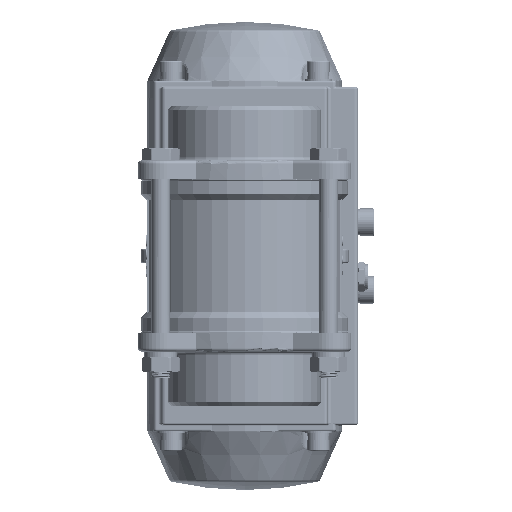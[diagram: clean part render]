
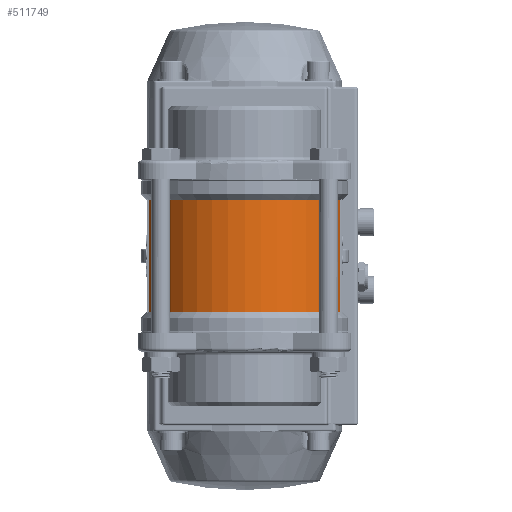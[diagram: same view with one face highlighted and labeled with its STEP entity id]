
A CAD part, front view. The second image highlights one B-rep face of the part: STEP entity #511749.
In plain terms, the highlighted cylindrical face has radius 56.2 mm (diameter 112.4 mm), a partial arc.
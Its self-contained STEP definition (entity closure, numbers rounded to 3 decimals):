
#15294 = CARTESIAN_POINT ( 'NONE',  ( 0., 0., -32.05 ) ) ;
#21411 = AXIS2_PLACEMENT_3D ( 'NONE', #419950, #158426, #463833 ) ;
#27329 = VERTEX_POINT ( 'NONE', #191090 ) ;
#35872 = LINE ( 'NONE', #84862, #370600 ) ;
#37438 = CIRCLE ( 'NONE', #62684, 56.2 ) ;
#42898 = FACE_OUTER_BOUND ( 'NONE', #250649, .T. ) ;
#43740 = VERTEX_POINT ( 'NONE', #202216 ) ;
#59143 = DIRECTION ( 'NONE',  ( -1., 0., 0. ) ) ;
#60917 = DIRECTION ( 'NONE',  ( 0., 0., -1. ) ) ;
#62684 = AXIS2_PLACEMENT_3D ( 'NONE', #15294, #320631, #59143 ) ;
#68327 = ORIENTED_EDGE ( 'NONE', *, *, #425232, .T. ) ;
#84862 = CARTESIAN_POINT ( 'NONE',  ( -54.927, -11.894, 42.95 ) ) ;
#87951 = VERTEX_POINT ( 'NONE', #456360 ) ;
#158426 = DIRECTION ( 'NONE',  ( 0., 0., 1. ) ) ;
#191090 = CARTESIAN_POINT ( 'NONE',  ( 54.927, -11.894, -32.05 ) ) ;
#202216 = CARTESIAN_POINT ( 'NONE',  ( -54.927, -11.894, 32.05 ) ) ;
#218628 = CIRCLE ( 'NONE', #21411, 56.2 ) ;
#250649 = EDGE_LOOP ( 'NONE', ( #367686, #68327, #397875, #366739 ) ) ;
#292804 = DIRECTION ( 'NONE',  ( 0., 0., -1. ) ) ;
#320519 = CARTESIAN_POINT ( 'NONE',  ( 0., 0., 42.95 ) ) ;
#320631 = DIRECTION ( 'NONE',  ( 0., 0., -1. ) ) ;
#324228 = DIRECTION ( 'NONE',  ( -1., 0., 0. ) ) ;
#329650 = VERTEX_POINT ( 'NONE', #414605 ) ;
#336423 = CYLINDRICAL_SURFACE ( 'NONE', #344645, 56.2 ) ;
#337265 = LINE ( 'NONE', #457374, #555798 ) ;
#344645 = AXIS2_PLACEMENT_3D ( 'NONE', #320519, #60917, #324228 ) ;
#366739 = ORIENTED_EDGE ( 'NONE', *, *, #390437, .T. ) ;
#367686 = ORIENTED_EDGE ( 'NONE', *, *, #477844, .F. ) ;
#370600 = VECTOR ( 'NONE', #292804, 1000. ) ;
#390437 = EDGE_CURVE ( 'NONE', #27329, #87951, #337265, .T. ) ;
#397875 = ORIENTED_EDGE ( 'NONE', *, *, #438066, .F. ) ;
#414605 = CARTESIAN_POINT ( 'NONE',  ( -54.927, -11.894, -32.05 ) ) ;
#419950 = CARTESIAN_POINT ( 'NONE',  ( 0., 0., 32.05 ) ) ;
#425232 = EDGE_CURVE ( 'NONE', #43740, #329650, #35872, .T. ) ;
#438066 = EDGE_CURVE ( 'NONE', #27329, #329650, #37438, .T. ) ;
#456360 = CARTESIAN_POINT ( 'NONE',  ( 54.927, -11.894, 32.05 ) ) ;
#457374 = CARTESIAN_POINT ( 'NONE',  ( 54.927, -11.894, 42.95 ) ) ;
#463833 = DIRECTION ( 'NONE',  ( 1., 0., 0. ) ) ;
#477844 = EDGE_CURVE ( 'NONE', #43740, #87951, #218628, .T. ) ;
#499463 = DIRECTION ( 'NONE',  ( 0., 0., 1. ) ) ;
#511749 = ADVANCED_FACE ( 'NONE', ( #42898 ), #336423, .T. ) ;
#555798 = VECTOR ( 'NONE', #499463, 1000. ) ;
